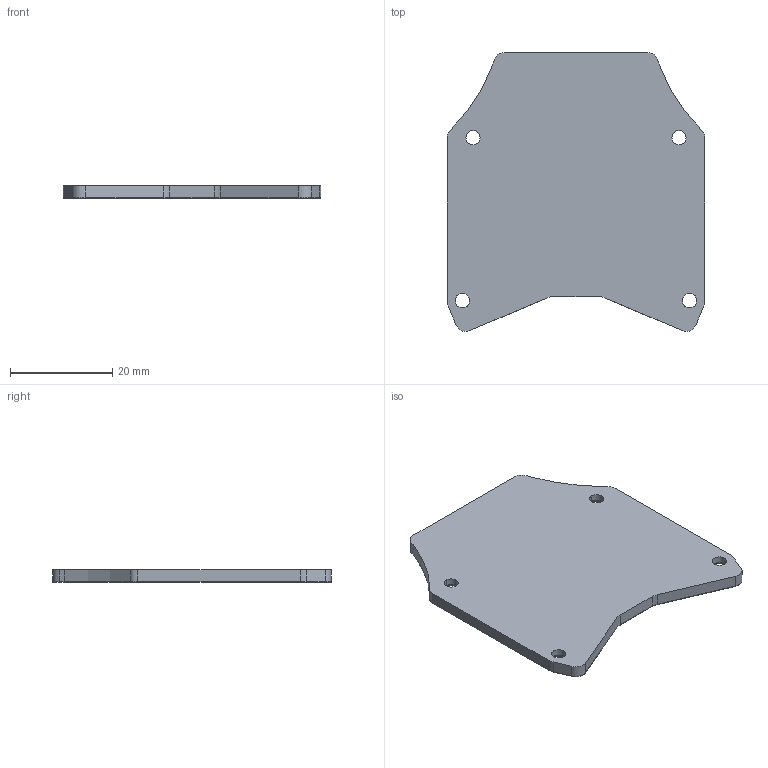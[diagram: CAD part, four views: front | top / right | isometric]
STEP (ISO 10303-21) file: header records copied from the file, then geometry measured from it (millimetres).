
FILE_DESCRIPTION(/* description */ (''),/* implementation_level */ '2;1');
FILE_NAME(/* name */ 'headShellBottomPlate.step',/* time_stamp */ '2025-07-02T19:11:22-07:00',/* author */ (''),/* organization */ (''),/* preprocessor_version */ 'ST-DEVELOPER v20.1',/* originating_system */ 'Autodesk Translation Framework v14.10.0.0',/* authorisation */ '');
FILE_SCHEMA (('AUTOMOTIVE_DESIGN { 1 0 10303 214 3 1 1 }'));
Length unit declared in the file: millimetre
Products named in the file (1): 2025-06-29-22-57-23-192
Bounding box: 50.46 x 54.63 x 2.5 mm (x, y, z)
Volume: 5830.3 mm3; surface area: 5284.7 mm2
Topology: 1 solids, 1 shells, 74 faces, 174 edges, 106 vertices
Faces by surface type: cylinder 34, torus 24, plane 16
Full cylindrical faces by diameter (mm): 2.8 x2, 5 x2
Entity records: 2261 total; most frequent: CARTESIAN_POINT 443, DIRECTION 418, ORIENTED_EDGE 348, AXIS2_PLACEMENT_3D 177, EDGE_CURVE 174, VERTEX_POINT 106, CIRCLE 102, EDGE_LOOP 86
